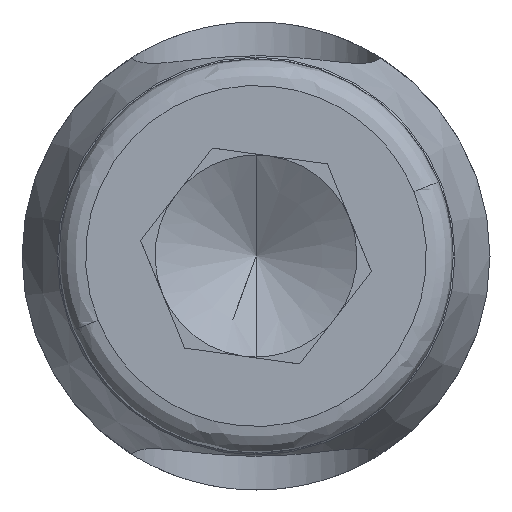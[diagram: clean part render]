
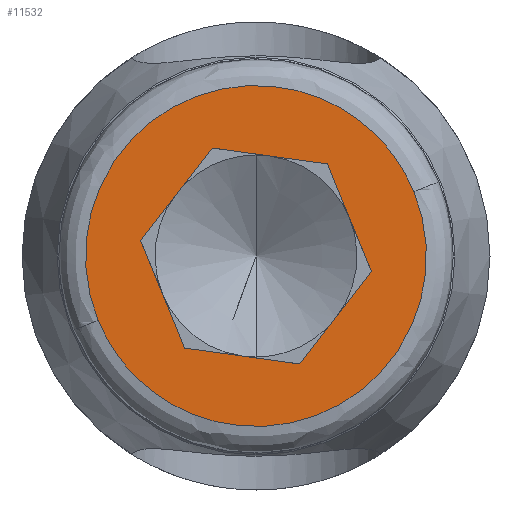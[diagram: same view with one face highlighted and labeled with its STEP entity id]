
A CAD part, front view. The second image highlights one B-rep face of the part: STEP entity #11532.
In plain terms, the highlighted planar face has unit normal (0, -1, 0).
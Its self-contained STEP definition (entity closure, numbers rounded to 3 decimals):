
#125 = LINE ( 'NONE', #8897, #2748 ) ;
#344 = CARTESIAN_POINT ( 'NONE',  ( 2.362, -28., 0.961 ) ) ;
#436 = CARTESIAN_POINT ( 'NONE',  ( 0., -28., 0. ) ) ;
#624 = FACE_BOUND ( 'NONE', #1742, .T. ) ;
#655 = VECTOR ( 'NONE', #4532, 1000. ) ;
#686 = EDGE_CURVE ( 'NONE', #7156, #4251, #8257, .T. ) ;
#755 = EDGE_CURVE ( 'NONE', #7202, #7156, #6754, .T. ) ;
#831 = CARTESIAN_POINT ( 'NONE',  ( -2.362, -28., -0.961 ) ) ;
#1151 = LINE ( 'NONE', #5775, #6352 ) ;
#1435 = DIRECTION ( 'NONE',  ( 1., 0., 0. ) ) ;
#1706 =( BOUNDED_CURVE ( )  B_SPLINE_CURVE ( 3, ( #6724, #5807, #7730, #1889 ),
 .UNSPECIFIED., .F., .F. ) 
 B_SPLINE_CURVE_WITH_KNOTS ( ( 4, 4 ),
 ( 0., 1. ),
 .UNSPECIFIED. ) 
 CURVE ( )  GEOMETRIC_REPRESENTATION_ITEM ( )  RATIONAL_B_SPLINE_CURVE ( ( 1., 0.333, 0.333, 1. ) ) 
 REPRESENTATION_ITEM ( '' )  );
#1742 = EDGE_LOOP ( 'NONE', ( #11410, #9332, #8125, #4881, #6242, #10910 ) ) ;
#1774 =( BOUNDED_CURVE ( )  B_SPLINE_CURVE ( 3, ( #831, #6688, #2808, #9546 ),
 .UNSPECIFIED., .F., .T. ) 
 B_SPLINE_CURVE_WITH_KNOTS ( ( 4, 4 ),
 ( 0., 1. ),
 .UNSPECIFIED. ) 
 CURVE ( )  GEOMETRIC_REPRESENTATION_ITEM ( )  RATIONAL_B_SPLINE_CURVE ( ( 1., 0.333, 0.333, 1. ) ) 
 REPRESENTATION_ITEM ( '' )  );
#1889 = CARTESIAN_POINT ( 'NONE',  ( -2.362, -28., -0.961 ) ) ;
#2029 = EDGE_CURVE ( 'NONE', #4251, #7069, #10831, .T. ) ;
#2748 = VECTOR ( 'NONE', #10777, 1000. ) ;
#2808 = CARTESIAN_POINT ( 'NONE',  ( 0.44, -28., 5.685 ) ) ;
#3217 = VECTOR ( 'NONE', #8196, 1000. ) ;
#3392 = AXIS2_PLACEMENT_3D ( 'NONE', #436, #7262, #1435 ) ;
#3525 = VERTEX_POINT ( 'NONE', #4919 ) ;
#3754 = DIRECTION ( 'NONE',  ( 0.614, 0., 0.79 ) ) ;
#4148 = CARTESIAN_POINT ( 'NONE',  ( 0.657, -28., -1.615 ) ) ;
#4230 = ORIENTED_EDGE ( 'NONE', *, *, #9953, .F. ) ;
#4251 = VERTEX_POINT ( 'NONE', #11353 ) ;
#4325 = DIRECTION ( 'NONE',  ( -0.991, 0., 0.137 ) ) ;
#4532 = DIRECTION ( 'NONE',  ( -0.377, 0., 0.926 ) ) ;
#4814 = VERTEX_POINT ( 'NONE', #6297 ) ;
#4881 = ORIENTED_EDGE ( 'NONE', *, *, #7792, .T. ) ;
#4919 = CARTESIAN_POINT ( 'NONE',  ( 1.727, -28., -0.238 ) ) ;
#5149 = CARTESIAN_POINT ( 'NONE',  ( -1.727, -28., 0.238 ) ) ;
#5319 = VERTEX_POINT ( 'NONE', #344 ) ;
#5519 = EDGE_LOOP ( 'NONE', ( #4230, #5602 ) ) ;
#5602 = ORIENTED_EDGE ( 'NONE', *, *, #11196, .F. ) ;
#5775 = CARTESIAN_POINT ( 'NONE',  ( -0.657, -28., 1.615 ) ) ;
#5807 = CARTESIAN_POINT ( 'NONE',  ( 4.284, -28., -3.763 ) ) ;
#6242 = ORIENTED_EDGE ( 'NONE', *, *, #12429, .T. ) ;
#6297 = CARTESIAN_POINT ( 'NONE',  ( -2.362, -28., -0.961 ) ) ;
#6333 = CARTESIAN_POINT ( 'NONE',  ( 1.727, -28., -0.238 ) ) ;
#6352 = VECTOR ( 'NONE', #9719, 1000. ) ;
#6500 = CARTESIAN_POINT ( 'NONE',  ( -1.07, -28., -1.377 ) ) ;
#6688 = CARTESIAN_POINT ( 'NONE',  ( -4.284, -28., 3.763 ) ) ;
#6724 = CARTESIAN_POINT ( 'NONE',  ( 2.362, -28., 0.961 ) ) ;
#6754 = LINE ( 'NONE', #4148, #9141 ) ;
#6769 = CARTESIAN_POINT ( 'NONE',  ( 0.657, -28., -1.615 ) ) ;
#6808 = EDGE_CURVE ( 'NONE', #7069, #7841, #1151, .T. ) ;
#7069 = VERTEX_POINT ( 'NONE', #10200 ) ;
#7156 = VERTEX_POINT ( 'NONE', #7157 ) ;
#7157 = CARTESIAN_POINT ( 'NONE',  ( -1.07, -28., -1.377 ) ) ;
#7202 = VERTEX_POINT ( 'NONE', #6769 ) ;
#7213 = PLANE ( 'NONE',  #3392 ) ;
#7262 = DIRECTION ( 'NONE',  ( 0., -1., 0. ) ) ;
#7730 = CARTESIAN_POINT ( 'NONE',  ( -0.44, -28., -5.685 ) ) ;
#7792 = EDGE_CURVE ( 'NONE', #7841, #3525, #125, .T. ) ;
#7841 = VERTEX_POINT ( 'NONE', #7880 ) ;
#7880 = CARTESIAN_POINT ( 'NONE',  ( 1.07, -28., 1.377 ) ) ;
#8125 = ORIENTED_EDGE ( 'NONE', *, *, #6808, .T. ) ;
#8196 = DIRECTION ( 'NONE',  ( -0.614, 0., -0.79 ) ) ;
#8257 = LINE ( 'NONE', #6500, #655 ) ;
#8897 = CARTESIAN_POINT ( 'NONE',  ( 1.07, -28., 1.377 ) ) ;
#9141 = VECTOR ( 'NONE', #4325, 1000. ) ;
#9332 = ORIENTED_EDGE ( 'NONE', *, *, #2029, .T. ) ;
#9546 = CARTESIAN_POINT ( 'NONE',  ( 2.362, -28., 0.961 ) ) ;
#9719 = DIRECTION ( 'NONE',  ( 0.991, 0., -0.137 ) ) ;
#9953 = EDGE_CURVE ( 'NONE', #4814, #5319, #1774, .T. ) ;
#10200 = CARTESIAN_POINT ( 'NONE',  ( -0.657, -28., 1.615 ) ) ;
#10777 = DIRECTION ( 'NONE',  ( 0.377, 0., -0.926 ) ) ;
#10831 = LINE ( 'NONE', #5149, #11407 ) ;
#10910 = ORIENTED_EDGE ( 'NONE', *, *, #755, .T. ) ;
#11196 = EDGE_CURVE ( 'NONE', #5319, #4814, #1706, .T. ) ;
#11197 = FACE_OUTER_BOUND ( 'NONE', #5519, .T. ) ;
#11353 = CARTESIAN_POINT ( 'NONE',  ( -1.727, -28., 0.238 ) ) ;
#11407 = VECTOR ( 'NONE', #3754, 1000. ) ;
#11410 = ORIENTED_EDGE ( 'NONE', *, *, #686, .T. ) ;
#11532 = ADVANCED_FACE ( 'NONE', ( #11197, #624 ), #7213, .T. ) ;
#12043 = LINE ( 'NONE', #6333, #3217 ) ;
#12429 = EDGE_CURVE ( 'NONE', #3525, #7202, #12043, .T. ) ;
